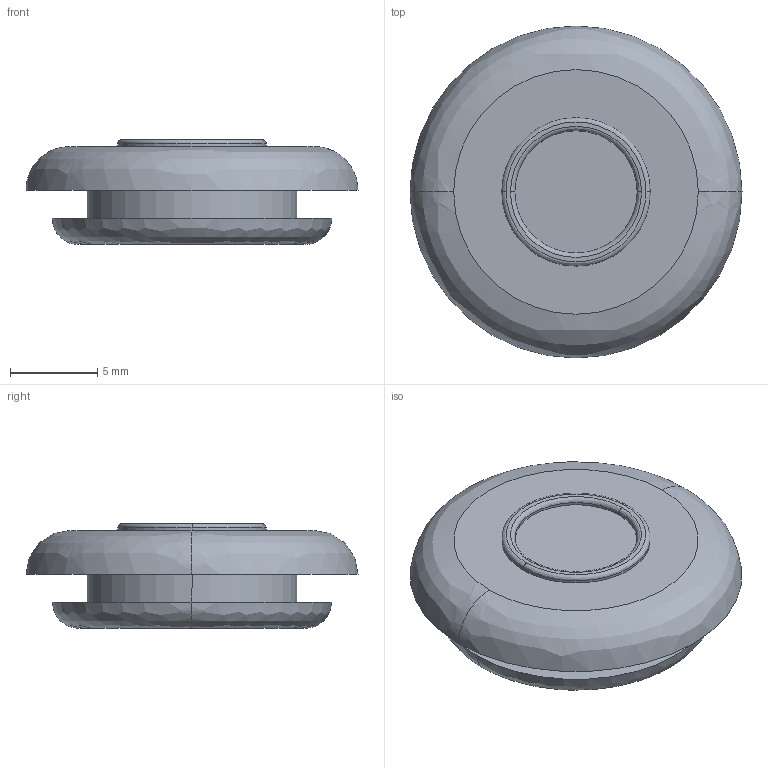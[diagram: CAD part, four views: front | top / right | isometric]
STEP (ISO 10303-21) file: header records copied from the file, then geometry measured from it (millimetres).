
FILE_DESCRIPTION( (''), '2;1');
FILE_NAME ('PC50.12492.TM_MG_15_CRUL_19131.stp','2019-12-19T14:57:38',(''),(''),'spGate 15.6.1','','');
FILE_SCHEMA (('AUTOMOTIVE_DESIGN'));
Length unit declared in the file: millimetre
Bounding box: 19 x 19 x 6 mm (x, y, z)
Volume: 903.6 mm3; surface area: 1054.6 mm2
Topology: 1 solids, 1 shells, 23 faces, 44 edges, 28 vertices
Faces by surface type: bspline 8, cylinder 8, plane 7
Entity records: 1156 total; most frequent: CARTESIAN_POINT 316, ORIENTED_EDGE 88, DIRECTION 86, COLOUR_RGB 68, PRESENTATION_STYLE_ASSIGNMENT 68, STYLED_ITEM 68, EDGE_CURVE 44, DRAUGHTING_PRE_DEFINED_CURVE_FONT 44
